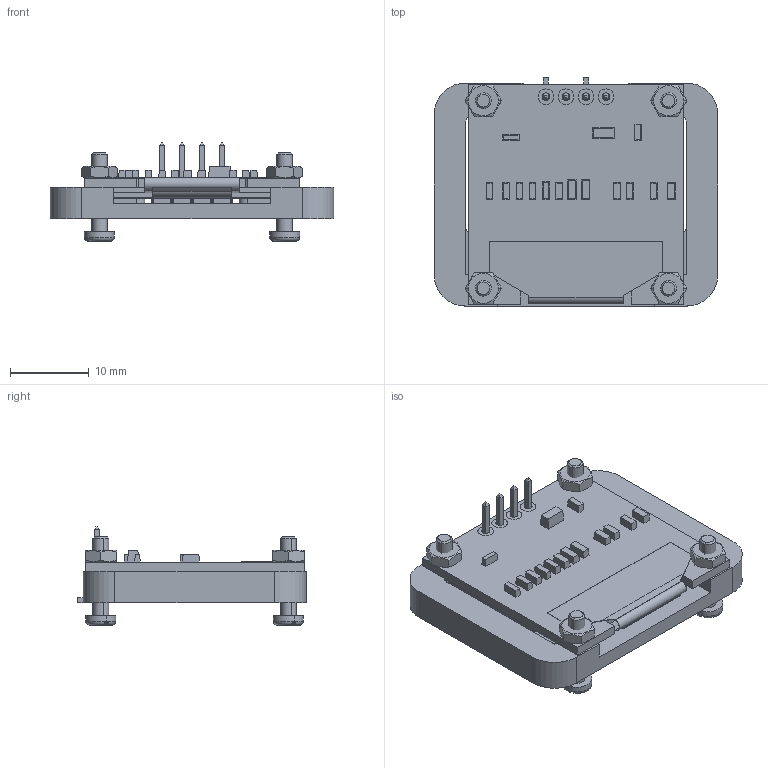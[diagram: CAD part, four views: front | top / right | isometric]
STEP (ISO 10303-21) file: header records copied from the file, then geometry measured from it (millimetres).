
FILE_DESCRIPTION (( 'STEP AP214' ), '1' );
FILE_NAME ('OLED12864-I2C_REVERSE_SMD_4mm.STEP', '2022-07-27T15:05:06', ( '' ), ( '' ), 'SwSTEP 2.0', 'SolidWorks 2018', '' );
FILE_SCHEMA (( 'AUTOMOTIVE_DESIGN' ));
Length unit declared in the file: millimetre
Products named in the file (6): TCM2x10; OLED12864-I2C; TSM-104-01-x-SV; OLED12864-I2C_REVERSE_SMD_4mm; ecrou M2; cale
Assembly tree (11 placements, depth 2):
  OLED12864-I2C_REVERSE_SMD_4mm
    cale
    TCM2x10  x4
    OLED12864-I2C
    ecrou M2  x4
    TSM-104-01-x-SV
Bounding box: 36 x 28.96 x 12.45 mm (x, y, z)
Volume: 3480 mm3; surface area: 5260.4 mm2
Topology: 27 solids, 27 shells, 461 faces, 1101 edges, 724 vertices
Faces by surface type: plane 333, cylinder 96, cone 24, torus 8
Entity records: 13634 total; most frequent: CARTESIAN_POINT 2045, DIRECTION 1867, ORIENTED_EDGE 1830, EDGE_CURVE 915, LINE 699, VECTOR 699, VERTEX_POINT 610, AXIS2_PLACEMENT_3D 584
